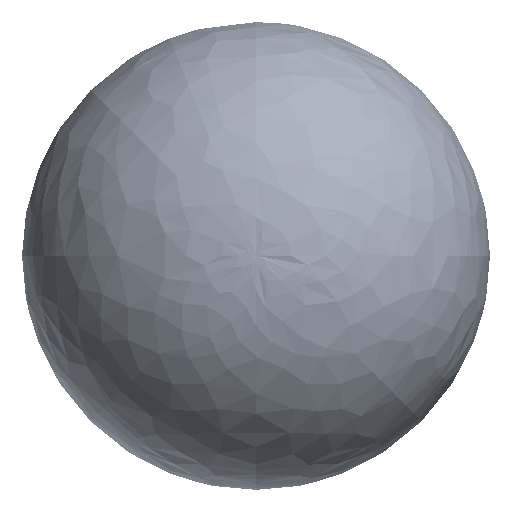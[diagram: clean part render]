
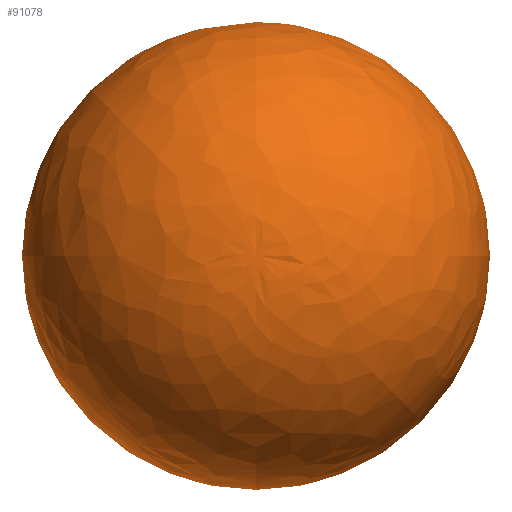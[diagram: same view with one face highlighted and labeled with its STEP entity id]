
A CAD part, top view. The second image highlights one B-rep face of the part: STEP entity #91078.
In plain terms, the highlighted free-form (B-spline) face has degree [2, 2] with [5, 9] control points.
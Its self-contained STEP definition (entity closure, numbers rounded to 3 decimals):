
#5075=(
BOUNDED_SURFACE()
B_SPLINE_SURFACE(2,2,((#202456,#202457,#202458,#202459,#202460,#202461,
#202462,#202463,#202464),(#202465,#202466,#202467,#202468,#202469,#202470,
#202471,#202472,#202473),(#202474,#202475,#202476,#202477,#202478,#202479,
#202480,#202481,#202482),(#202483,#202484,#202485,#202486,#202487,#202488,
#202489,#202490,#202491),(#202492,#202493,#202494,#202495,#202496,#202497,
#202498,#202499,#202500)),.UNSPECIFIED.,.F.,.T.,.F.)
B_SPLINE_SURFACE_WITH_KNOTS((3,2,3),(3,2,2,2,3),(-1.618,-0.307,
1.004),(-3.142,-1.571,0.,1.571,
3.142),.UNSPECIFIED.)
GEOMETRIC_REPRESENTATION_ITEM()
RATIONAL_B_SPLINE_SURFACE(((1.,0.707,1.,0.707,1.,
0.707,1.,0.707,1.),(0.793,0.561,
0.793,0.561,0.793,0.561,
0.793,0.561,0.793),(1.,0.707,
1.,0.707,1.,0.707,1.,0.707,1.),(0.793,
0.561,0.793,0.561,0.793,
0.561,0.793,0.561,0.793),
(1.,0.707,1.,0.707,1.,0.707,1.,0.707,
1.)))
REPRESENTATION_ITEM('')
SURFACE()
);
#12381=FACE_OUTER_BOUND('',#18441,.T.);
#18441=EDGE_LOOP('',(#78387,#78388,#78389));
#23264=CIRCLE('',#100995,614.165);
#23265=CIRCLE('',#100996,1050.);
#40723=VERTEX_POINT('',#202453);
#40724=VERTEX_POINT('',#202501);
#53281=EDGE_CURVE('',#40723,#40723,#23264,.T.);
#53282=EDGE_CURVE('',#40723,#40724,#23265,.T.);
#78387=ORIENTED_EDGE('',*,*,#53281,.F.);
#78388=ORIENTED_EDGE('',*,*,#53282,.T.);
#78389=ORIENTED_EDGE('',*,*,#53282,.F.);
#91078=ADVANCED_FACE('',(#12381),#5075,.F.);
#100995=AXIS2_PLACEMENT_3D('',#202455,#124542,#124543);
#100996=AXIS2_PLACEMENT_3D('',#202502,#124544,#124545);
#124542=DIRECTION('center_axis',(-1.,0.,0.));
#124543=DIRECTION('ref_axis',(0.,0.,1.));
#124544=DIRECTION('center_axis',(0.,-1.,0.));
#124545=DIRECTION('ref_axis',(0.,0.,
-1.));
#202453=CARTESIAN_POINT('',(-885.561,50.,-614.165));
#202455=CARTESIAN_POINT('Origin',(-885.561,50.,0.));
#202456=CARTESIAN_POINT('Ctrl Pts',(1048.809,50.,0.));
#202457=CARTESIAN_POINT('Ctrl Pts',(1048.809,50.,0.));
#202458=CARTESIAN_POINT('Ctrl Pts',(1048.809,50.,0.));
#202459=CARTESIAN_POINT('Ctrl Pts',(1048.809,50.,0.));
#202460=CARTESIAN_POINT('Ctrl Pts',(1048.809,50.,0.));
#202461=CARTESIAN_POINT('Ctrl Pts',(1048.809,50.,0.));
#202462=CARTESIAN_POINT('Ctrl Pts',(1048.809,50.,0.));
#202463=CARTESIAN_POINT('Ctrl Pts',(1048.809,50.,0.));
#202464=CARTESIAN_POINT('Ctrl Pts',(1048.809,50.,0.));
#202465=CARTESIAN_POINT('Ctrl Pts',(1087.255,50.,-806.449));
#202466=CARTESIAN_POINT('Ctrl Pts',(1087.255,-756.449,
-806.449));
#202467=CARTESIAN_POINT('Ctrl Pts',(1087.255,-756.449,
0.));
#202468=CARTESIAN_POINT('Ctrl Pts',(1087.255,-756.449,
806.449));
#202469=CARTESIAN_POINT('Ctrl Pts',(1087.255,50.,806.449));
#202470=CARTESIAN_POINT('Ctrl Pts',(1087.255,856.449,806.449));
#202471=CARTESIAN_POINT('Ctrl Pts',(1087.255,856.449,0.));
#202472=CARTESIAN_POINT('Ctrl Pts',(1087.255,856.449,-806.449));
#202473=CARTESIAN_POINT('Ctrl Pts',(1087.255,50.,-806.449));
#202474=CARTESIAN_POINT('Ctrl Pts',(317.745,50.,-1050.769));
#202475=CARTESIAN_POINT('Ctrl Pts',(317.745,-1000.769,
-1050.769));
#202476=CARTESIAN_POINT('Ctrl Pts',(317.745,-1000.769,
0.));
#202477=CARTESIAN_POINT('Ctrl Pts',(317.745,-1000.769,
1050.769));
#202478=CARTESIAN_POINT('Ctrl Pts',(317.745,50.,1050.769));
#202479=CARTESIAN_POINT('Ctrl Pts',(317.745,1100.769,1050.769));
#202480=CARTESIAN_POINT('Ctrl Pts',(317.745,1100.769,0.));
#202481=CARTESIAN_POINT('Ctrl Pts',(317.745,1100.769,-1050.769));
#202482=CARTESIAN_POINT('Ctrl Pts',(317.745,50.,-1050.769));
#202483=CARTESIAN_POINT('Ctrl Pts',(-451.764,50.,-1295.089));
#202484=CARTESIAN_POINT('Ctrl Pts',(-451.764,-1245.089,
-1295.089));
#202485=CARTESIAN_POINT('Ctrl Pts',(-451.764,-1245.089,
0.));
#202486=CARTESIAN_POINT('Ctrl Pts',(-451.764,-1245.089,
1295.089));
#202487=CARTESIAN_POINT('Ctrl Pts',(-451.764,50.,1295.089));
#202488=CARTESIAN_POINT('Ctrl Pts',(-451.764,1345.089,1295.089));
#202489=CARTESIAN_POINT('Ctrl Pts',(-451.764,1345.089,0.));
#202490=CARTESIAN_POINT('Ctrl Pts',(-451.764,1345.089,-1295.089));
#202491=CARTESIAN_POINT('Ctrl Pts',(-451.764,50.,-1295.089));
#202492=CARTESIAN_POINT('Ctrl Pts',(-885.561,50.,-614.165));
#202493=CARTESIAN_POINT('Ctrl Pts',(-885.561,-564.165,
-614.165));
#202494=CARTESIAN_POINT('Ctrl Pts',(-885.561,-564.165,
0.));
#202495=CARTESIAN_POINT('Ctrl Pts',(-885.561,-564.165,
614.165));
#202496=CARTESIAN_POINT('Ctrl Pts',(-885.561,50.,614.165));
#202497=CARTESIAN_POINT('Ctrl Pts',(-885.561,664.165,614.165));
#202498=CARTESIAN_POINT('Ctrl Pts',(-885.561,664.165,0.));
#202499=CARTESIAN_POINT('Ctrl Pts',(-885.561,664.165,-614.165));
#202500=CARTESIAN_POINT('Ctrl Pts',(-885.561,50.,-614.165));
#202501=CARTESIAN_POINT('',(1048.809,50.,0.));
#202502=CARTESIAN_POINT('Origin',(0.,50.,
-50.));
